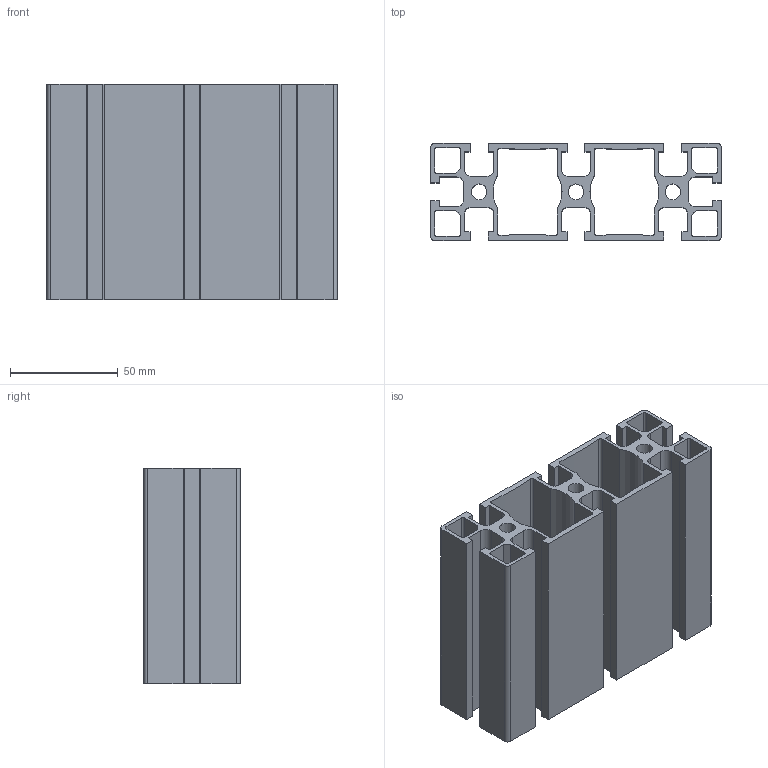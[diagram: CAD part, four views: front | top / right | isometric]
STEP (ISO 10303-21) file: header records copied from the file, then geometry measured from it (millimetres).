
FILE_DESCRIPTION((''),'2;1');
FILE_NAME('104535.stp','2013-09-25T09:09:50',('VeronikaF'),(''),'Autodesk Inventor 2011','Autodesk Inventor 2011','');
FILE_SCHEMA(('AUTOMOTIVE_DESIGN { 1 0 10303 214 1 1 1 1 }'));
Length unit declared in the file: millimetre
Products named in the file (1): K_104535_100
Bounding box: 135 x 45 x 100 mm (x, y, z)
Volume: 159330.7 mm3; surface area: 122367.5 mm2
Topology: 1 solids, 1 shells, 149 faces, 441 edges, 294 vertices
Faces by surface type: plane 98, cylinder 51
Full cylindrical faces by diameter (mm): 7.3 x3
Entity records: 5024 total; most frequent: CARTESIAN_POINT 882, ORIENTED_EDGE 876, DIRECTION 840, EDGE_CURVE 438, VECTOR 336, LINE 336, VERTEX_POINT 294, AXIS2_PLACEMENT_3D 252
